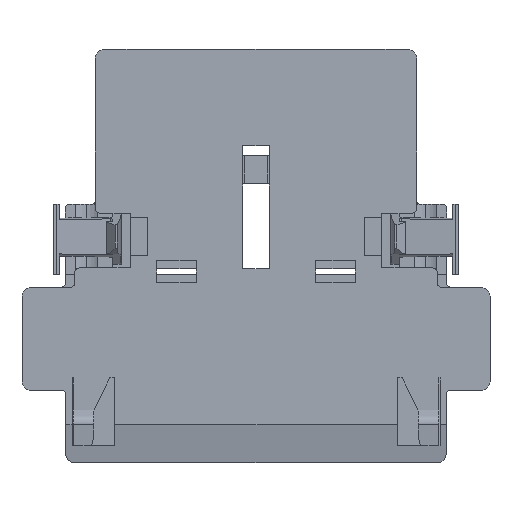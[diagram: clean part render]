
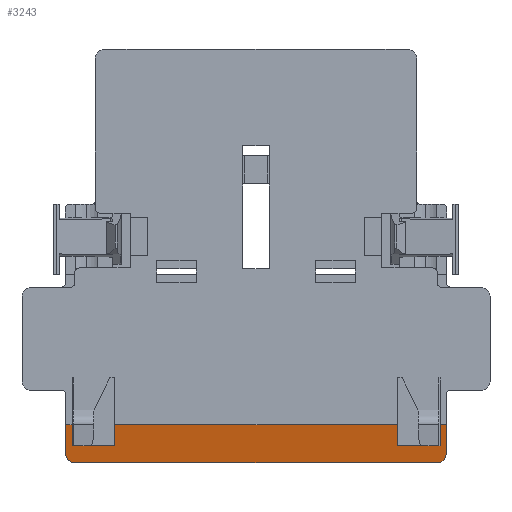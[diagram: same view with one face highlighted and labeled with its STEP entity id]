
A CAD part, left-side view. The second image highlights one B-rep face of the part: STEP entity #3243.
In plain terms, the highlighted planar face has unit normal (-0.982, 0, -0.191).
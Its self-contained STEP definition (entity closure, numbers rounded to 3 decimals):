
#3243=ADVANCED_FACE('',(#8968),#8969,.F.);
#6445=VERTEX_POINT('',#12402);
#6449=VERTEX_POINT('',#12406);
#6451=EDGE_CURVE('',#6449,#6445,#12408,.T.);
#6495=VERTEX_POINT('',#12452);
#6497=EDGE_CURVE('',#6449,#6495,#12454,.T.);
#6523=VERTEX_POINT('',#12480);
#6527=VERTEX_POINT('',#12484);
#6529=EDGE_CURVE('',#6523,#6527,#12486,.T.);
#6699=VERTEX_POINT('',#12656);
#6703=VERTEX_POINT('',#12660);
#6705=EDGE_CURVE('',#6699,#6703,#12662,.T.);
#6753=VERTEX_POINT('',#12710);
#6755=EDGE_CURVE('',#6445,#6753,#12712,.T.);
#6757=EDGE_CURVE('',#6703,#6753,#12714,.T.);
#6759=VERTEX_POINT('',#12716);
#6761=EDGE_CURVE('',#6759,#6699,#12718,.T.);
#6763=VERTEX_POINT('',#12720);
#6765=EDGE_CURVE('',#6763,#6759,#12722,.T.);
#6767=VERTEX_POINT('',#12724);
#6769=EDGE_CURVE('',#6767,#6763,#12726,.T.);
#6771=VERTEX_POINT('',#12728);
#6773=EDGE_CURVE('',#6771,#6767,#12730,.T.);
#6775=EDGE_CURVE('',#6527,#6771,#12732,.T.);
#6777=VERTEX_POINT('',#12734);
#6779=EDGE_CURVE('',#6777,#6523,#12736,.T.);
#6781=VERTEX_POINT('',#12738);
#6783=EDGE_CURVE('',#6781,#6777,#12740,.T.);
#6785=EDGE_CURVE('',#6781,#6495,#12742,.T.);
#8968=FACE_OUTER_BOUND('',#14919,.T.);
#8969=PLANE('',#14920);
#12402=CARTESIAN_POINT('',(8.95,64.18,2.9));
#12406=CARTESIAN_POINT('',(8.25,64.18,6.5));
#12408=LINE('',#20010,#20011);
#12452=CARTESIAN_POINT('',(8.25,15.82,6.5));
#12454=LINE('',#20085,#20086);
#12480=CARTESIAN_POINT('',(8.25,8.545,6.5));
#12484=CARTESIAN_POINT('',(8.25,7.5,6.5));
#12486=LINE('',#20133,#20134);
#12656=CARTESIAN_POINT('',(8.25,72.5,6.5));
#12660=CARTESIAN_POINT('',(8.25,71.445,6.5));
#12662=LINE('',#20381,#20382);
#12710=CARTESIAN_POINT('',(8.95,71.445,2.9));
#12712=LINE('',#20459,#20460);
#12714=LINE('',#20463,#20464);
#12716=CARTESIAN_POINT('',(9.222,72.5,1.5));
#12718=LINE('',#20469,#20470);
#12720=CARTESIAN_POINT('',(9.513,71.,0.0));
#12722=ELLIPSE('',#20475,1.528,1.5);
#12724=CARTESIAN_POINT('',(9.513,9.0,0.0));
#12726=LINE('',#20480,#20481);
#12728=CARTESIAN_POINT('',(9.222,7.5,1.5));
#12730=ELLIPSE('',#20486,1.528,1.5);
#12732=LINE('',#20489,#20490);
#12734=CARTESIAN_POINT('',(8.95,8.545,2.9));
#12736=LINE('',#20495,#20496);
#12738=CARTESIAN_POINT('',(8.95,15.82,2.9));
#12740=LINE('',#20501,#20502);
#12742=LINE('',#20505,#20506);
#14919=EDGE_LOOP('',(#25389,#25390,#25391,#25392,#25393,#25394,#25395,#25396,#25397,#25398,#25399,#25400,#25401,#25402));
#14920=AXIS2_PLACEMENT_3D('',#25403,#25404,#25405);
#20010=CARTESIAN_POINT('',(8.065,64.18,7.452));
#20011=VECTOR('',#28663,1.0);
#20085=CARTESIAN_POINT('',(8.25,65.0,6.5));
#20086=VECTOR('',#28680,1.0);
#20133=CARTESIAN_POINT('',(8.25,65.0,6.5));
#20134=VECTOR('',#28688,1.0);
#20381=CARTESIAN_POINT('',(8.25,65.0,6.5));
#20382=VECTOR('',#28764,1.0);
#20459=CARTESIAN_POINT('',(8.95,79.064,2.9));
#20460=VECTOR('',#28778,1.0);
#20463=CARTESIAN_POINT('',(7.16,71.445,12.104));
#20464=VECTOR('',#28779,1.0);
#20469=CARTESIAN_POINT('',(7.432,72.5,10.707));
#20470=VECTOR('',#28780,1.0);
#20475=AXIS2_PLACEMENT_3D('',#28781,#28782,#28783);
#20480=CARTESIAN_POINT('',(9.513,80.5,0.));
#20481=VECTOR('',#28784,1.0);
#20486=AXIS2_PLACEMENT_3D('',#28785,#28786,#28787);
#20489=CARTESIAN_POINT('',(8.378,7.5,5.841));
#20490=VECTOR('',#28788,1.0);
#20495=CARTESIAN_POINT('',(8.247,8.545,6.516));
#20496=VECTOR('',#28789,1.0);
#20501=CARTESIAN_POINT('',(8.95,52.898,2.9));
#20502=VECTOR('',#28790,1.0);
#20505=CARTESIAN_POINT('',(8.429,15.82,5.579));
#20506=VECTOR('',#28791,1.0);
#25389=ORIENTED_EDGE('',*,*,#6451,.T.);
#25390=ORIENTED_EDGE('',*,*,#6755,.T.);
#25391=ORIENTED_EDGE('',*,*,#6757,.F.);
#25392=ORIENTED_EDGE('',*,*,#6705,.F.);
#25393=ORIENTED_EDGE('',*,*,#6761,.F.);
#25394=ORIENTED_EDGE('',*,*,#6765,.F.);
#25395=ORIENTED_EDGE('',*,*,#6769,.F.);
#25396=ORIENTED_EDGE('',*,*,#6773,.F.);
#25397=ORIENTED_EDGE('',*,*,#6775,.F.);
#25398=ORIENTED_EDGE('',*,*,#6529,.F.);
#25399=ORIENTED_EDGE('',*,*,#6779,.F.);
#25400=ORIENTED_EDGE('',*,*,#6783,.F.);
#25401=ORIENTED_EDGE('',*,*,#6785,.T.);
#25402=ORIENTED_EDGE('',*,*,#6497,.F.);
#25403=CARTESIAN_POINT('',(7.569,90.0,10.0));
#25404=DIRECTION('',(0.982,0.0,0.191));
#25405=DIRECTION('',(0.0,-1.0,0.0));
#28663=DIRECTION('',(0.191,0.0,-0.982));
#28680=DIRECTION('',(0.0,-1.0,0.0));
#28688=DIRECTION('',(0.0,-1.0,0.0));
#28764=DIRECTION('',(0.0,-1.0,0.0));
#28778=DIRECTION('',(0.0,1.0,0.0));
#28779=DIRECTION('',(0.191,0.0,-0.982));
#28780=DIRECTION('',(-0.191,0.0,0.982));
#28781=CARTESIAN_POINT('',(9.222,71.,1.5));
#28782=DIRECTION('',(0.982,0.,0.191));
#28783=DIRECTION('',(-0.191,0.,0.982));
#28784=DIRECTION('',(0.,1.0,0.));
#28785=CARTESIAN_POINT('',(9.222,9.,1.5));
#28786=DIRECTION('',(0.982,0.,0.191));
#28787=DIRECTION('',(0.191,0.,-0.982));
#28788=DIRECTION('',(0.191,0.0,-0.982));
#28789=DIRECTION('',(-0.191,0.0,0.982));
#28790=DIRECTION('',(0.0,-1.0,0.0));
#28791=DIRECTION('',(-0.191,0.0,0.982));
